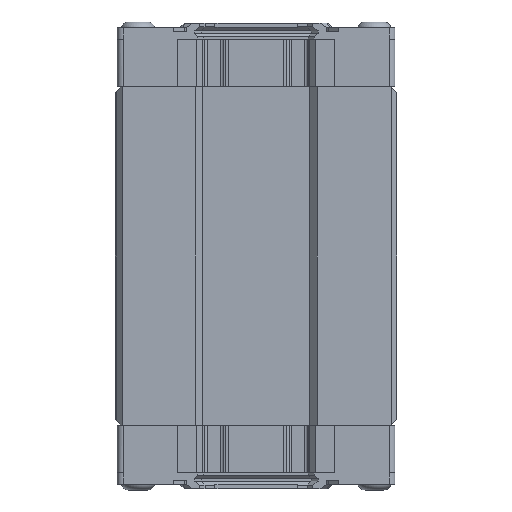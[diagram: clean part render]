
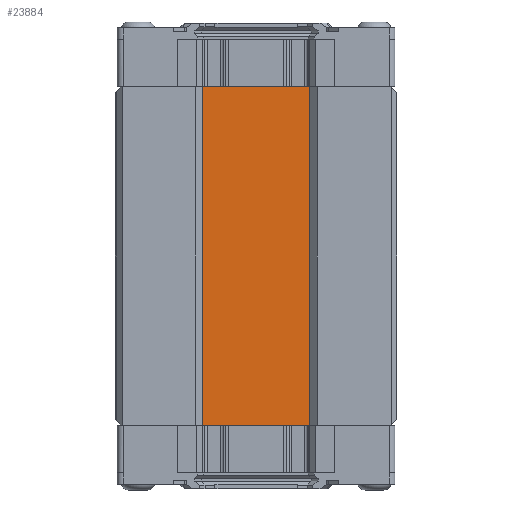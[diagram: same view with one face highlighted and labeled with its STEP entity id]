
A CAD part, front view. The second image highlights one B-rep face of the part: STEP entity #23884.
In plain terms, the highlighted planar face has unit normal (0, -1, 0).
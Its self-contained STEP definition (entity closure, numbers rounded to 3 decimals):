
#739=FACE_OUTER_BOUND('',#2087,.T.);
#2087=EDGE_LOOP('',(#15239,#15240,#15241,#15242));
#4247=LINE('',#34014,#6835);
#4342=LINE('',#34310,#6930);
#4373=LINE('',#34409,#6961);
#4374=LINE('',#34410,#6962);
#6835=VECTOR('',#27385,18.853);
#6930=VECTOR('',#27592,18.853);
#6961=VECTOR('',#27701,57.5);
#6962=VECTOR('',#27702,57.5);
#9469=VERTEX_POINT('',#34011);
#9470=VERTEX_POINT('',#34013);
#9614=VERTEX_POINT('',#34307);
#9615=VERTEX_POINT('',#34309);
#11665=EDGE_CURVE('',#9469,#9470,#4247,.T.);
#11810=EDGE_CURVE('',#9615,#9614,#4342,.T.);
#11859=EDGE_CURVE('',#9615,#9469,#4373,.T.);
#11860=EDGE_CURVE('',#9470,#9614,#4374,.T.);
#15239=ORIENTED_EDGE('',*,*,#11665,.F.);
#15240=ORIENTED_EDGE('',*,*,#11859,.F.);
#15241=ORIENTED_EDGE('',*,*,#11810,.T.);
#15242=ORIENTED_EDGE('',*,*,#11860,.F.);
#21587=PLANE('',#25357);
#23884=ADVANCED_FACE('',(#739),#21587,.F.);
#25357=AXIS2_PLACEMENT_3D('',#34408,#27699,#27700);
#27385=DIRECTION('',(1.,0.,0.));
#27592=DIRECTION('',(1.,0.,0.));
#27699=DIRECTION('center_axis',(0.,1.,0.));
#27700=DIRECTION('ref_axis',(0.,0.,1.));
#27701=DIRECTION('',(0.,0.,1.));
#27702=DIRECTION('',(0.,0.,-1.));
#34011=CARTESIAN_POINT('',(-9.427,3.5,28.75));
#34013=CARTESIAN_POINT('',(9.427,3.5,28.75));
#34014=CARTESIAN_POINT('',(0.,3.5,28.75));
#34307=CARTESIAN_POINT('',(9.427,3.5,-28.75));
#34309=CARTESIAN_POINT('',(-9.427,3.5,-28.75));
#34310=CARTESIAN_POINT('',(0.,3.5,-28.75));
#34408=CARTESIAN_POINT('Origin',(9.427,3.5,28.75));
#34409=CARTESIAN_POINT('',(-9.427,3.5,28.75));
#34410=CARTESIAN_POINT('',(9.427,3.5,28.75));
